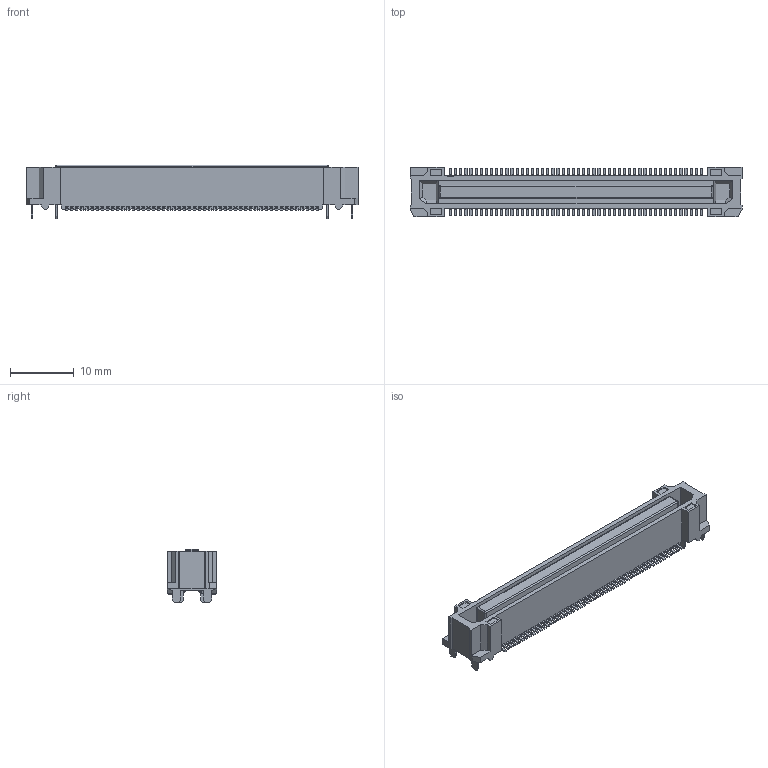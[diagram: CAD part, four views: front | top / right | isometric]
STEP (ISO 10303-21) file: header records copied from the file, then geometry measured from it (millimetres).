
FILE_DESCRIPTION(('Creo Elements/Direct Modeling STEP Export'),'2;1');
FILE_NAME('FX18-100S-0.8SV10.stp','2015-08-21T10:53:12',(''),(''),'Creo Elements/Direct Modeling STEP processor for AP214 (Solid Model)','Creo Elements/Direct Modeling 18.1E 22-Nov-2013 (C) Parametric Technology GmbH','');
FILE_SCHEMA(('AUTOMOTIVE_DESIGN { 1 0 10303 214 1 1 1 1 }'));
Products named in the file (1): FX18-100S-0.8SV10
Bounding box: 51.9 x 7.8 x 8.35 mm (x, y, z)
Volume: 1415.8 mm3; surface area: 2566 mm2
Topology: 1 solids, 1 shells, 2285 faces, 6505 edges, 4328 vertices
Faces by surface type: plane 1659, cylinder 622, sphere 4
Entity records: 73937 total; most frequent: CARTESIAN_POINT 13115, ORIENTED_EDGE 13002, DIRECTION 12317, EDGE_CURVE 6501, VECTOR 5257, LINE 5257, VERTEX_POINT 4328, AXIS2_PLACEMENT_3D 3530
